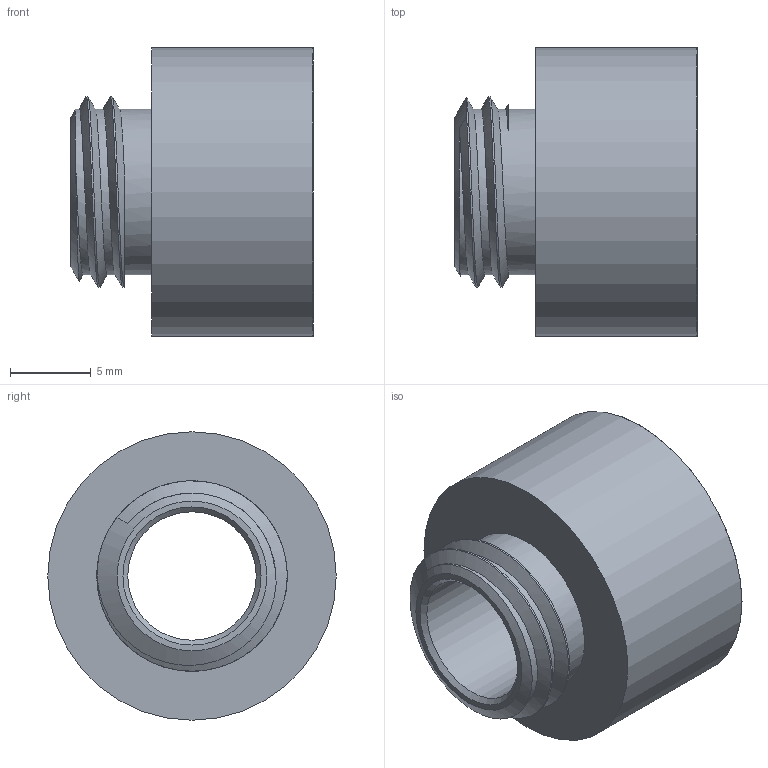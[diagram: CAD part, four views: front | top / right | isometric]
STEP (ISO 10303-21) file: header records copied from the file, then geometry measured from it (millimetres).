
FILE_DESCRIPTION(/* description */ ('Erweiterungen rund M12/M16'),/* implementation_level */ '2;1');
FILE_NAME(/* name */ '62081216-RST.stp',/* time_stamp */ '2020-07-01T15:00:08+02:00',/* author */ ('sl'),/* organization */ (''),/* preprocessor_version */ 'ST-DEVELOPER v16.5',/* originating_system */ 'Autodesk Inventor 2017',/* authorisation */ '');
FILE_SCHEMA (('AUTOMOTIVE_DESIGN { 1 0 10303 214 3 1 1 }'));
Length unit declared in the file: millimetre
Products named in the file (1): 62081216
Bounding box: 15 x 17.85 x 17.85 mm (x, y, z)
Volume: 1110.1 mm3; surface area: 1899 mm2
Topology: 1 solids, 1 shells, 27 faces, 66 edges, 43 vertices
Faces by surface type: cylinder 12, plane 6, cone 4, bspline 4, torus 1
Full cylindrical faces by diameter (mm): 7.95 x1, 10.268 x2, 14.33 x4, 17.85 x1
Entity records: 1808 total; most frequent: CARTESIAN_POINT 1380, DIRECTION 78, ORIENTED_EDGE 70, AXIS2_PLACEMENT_3D 39, EDGE_CURVE 35, EDGE_LOOP 34, VERTEX_POINT 27, FACE_OUTER_BOUND 21
